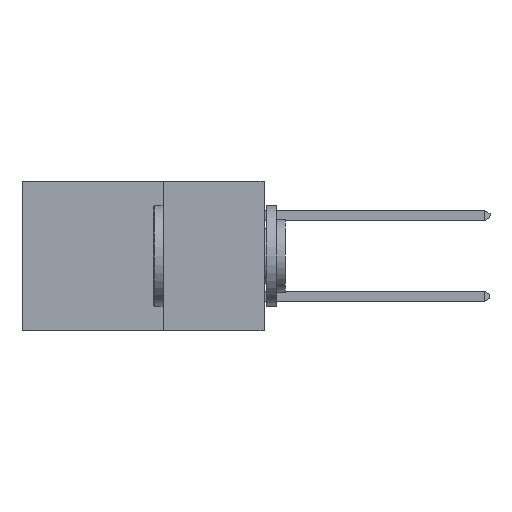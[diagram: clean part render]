
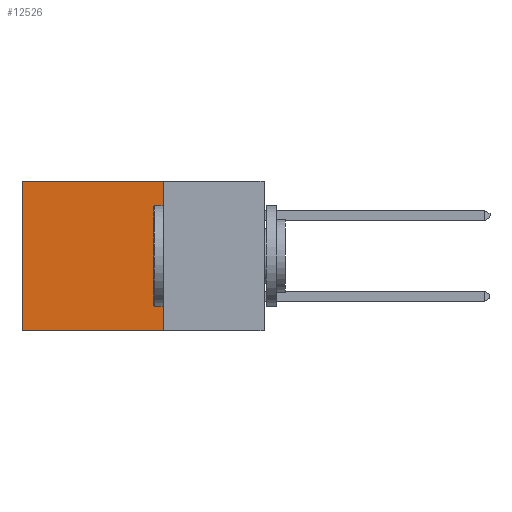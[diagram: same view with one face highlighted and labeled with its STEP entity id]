
A CAD part, left-side view. The second image highlights one B-rep face of the part: STEP entity #12526.
In plain terms, the highlighted planar face has unit normal (-1, 0, 0).
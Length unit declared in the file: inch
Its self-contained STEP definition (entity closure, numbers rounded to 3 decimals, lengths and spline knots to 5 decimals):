
#195 = CARTESIAN_POINT ( 'NONE',  ( 0.298, 0.25, -0.37 ) ) ;
#706 = VERTEX_POINT ( 'NONE', #13859 ) ;
#905 = AXIS2_PLACEMENT_3D ( 'NONE', #4209, #16601, #5989 ) ;
#912 = EDGE_CURVE ( 'NONE', #706, #14323, #5870, .T. ) ;
#1177 = VECTOR ( 'NONE', #4216, 39.37008 ) ;
#1990 = ORIENTED_EDGE ( 'NONE', *, *, #8859, .T. ) ;
#2124 = VECTOR ( 'NONE', #15336, 39.37008 ) ;
#2529 = CARTESIAN_POINT ( 'NONE',  ( 0.298, 0.25, 0. ) ) ;
#3384 = LINE ( 'NONE', #3553, #16945 ) ;
#3553 = CARTESIAN_POINT ( 'NONE',  ( 0.298, 0.25, 0. ) ) ;
#4185 = CARTESIAN_POINT ( 'NONE',  ( 0.298, 0.6, 0. ) ) ;
#4209 = CARTESIAN_POINT ( 'NONE',  ( 0.298, 0.25, 0. ) ) ;
#4216 = DIRECTION ( 'NONE',  ( 0., 0., -1. ) ) ;
#5334 = DIRECTION ( 'NONE',  ( 0., 1., 0. ) ) ;
#5423 = EDGE_CURVE ( 'NONE', #706, #13245, #3384, .T. ) ;
#5590 = ORIENTED_EDGE ( 'NONE', *, *, #5423, .T. ) ;
#5870 = LINE ( 'NONE', #2529, #1177 ) ;
#5989 = DIRECTION ( 'NONE',  ( 0., 0., -1. ) ) ;
#6242 = LINE ( 'NONE', #13546, #2124 ) ;
#6498 = ORIENTED_EDGE ( 'NONE', *, *, #912, .F. ) ;
#6724 = LINE ( 'NONE', #13482, #15601 ) ;
#8859 = EDGE_CURVE ( 'NONE', #13245, #13679, #6242, .T. ) ;
#10302 = CARTESIAN_POINT ( 'NONE',  ( 0.298, 0.6, -0.37 ) ) ;
#10723 = EDGE_CURVE ( 'NONE', #14323, #13679, #6724, .T. ) ;
#11691 = DIRECTION ( 'NONE',  ( 0., 1., 0. ) ) ;
#12526 = ADVANCED_FACE ( 'NONE', ( #14371 ), #14815, .F. ) ;
#13245 = VERTEX_POINT ( 'NONE', #4185 ) ;
#13482 = CARTESIAN_POINT ( 'NONE',  ( 0.298, 0.25, -0.37 ) ) ;
#13546 = CARTESIAN_POINT ( 'NONE',  ( 0.298, 0.6, 0. ) ) ;
#13593 = EDGE_LOOP ( 'NONE', ( #1990, #22010, #6498, #5590 ) ) ;
#13679 = VERTEX_POINT ( 'NONE', #10302 ) ;
#13859 = CARTESIAN_POINT ( 'NONE',  ( 0.298, 0.25, 0. ) ) ;
#14323 = VERTEX_POINT ( 'NONE', #195 ) ;
#14371 = FACE_OUTER_BOUND ( 'NONE', #13593, .T. ) ;
#14815 = PLANE ( 'NONE',  #905 ) ;
#15336 = DIRECTION ( 'NONE',  ( 0., 0., -1. ) ) ;
#15601 = VECTOR ( 'NONE', #11691, 39.37008 ) ;
#16601 = DIRECTION ( 'NONE',  ( 1., 0., 0. ) ) ;
#16945 = VECTOR ( 'NONE', #5334, 39.37008 ) ;
#22010 = ORIENTED_EDGE ( 'NONE', *, *, #10723, .F. ) ;
